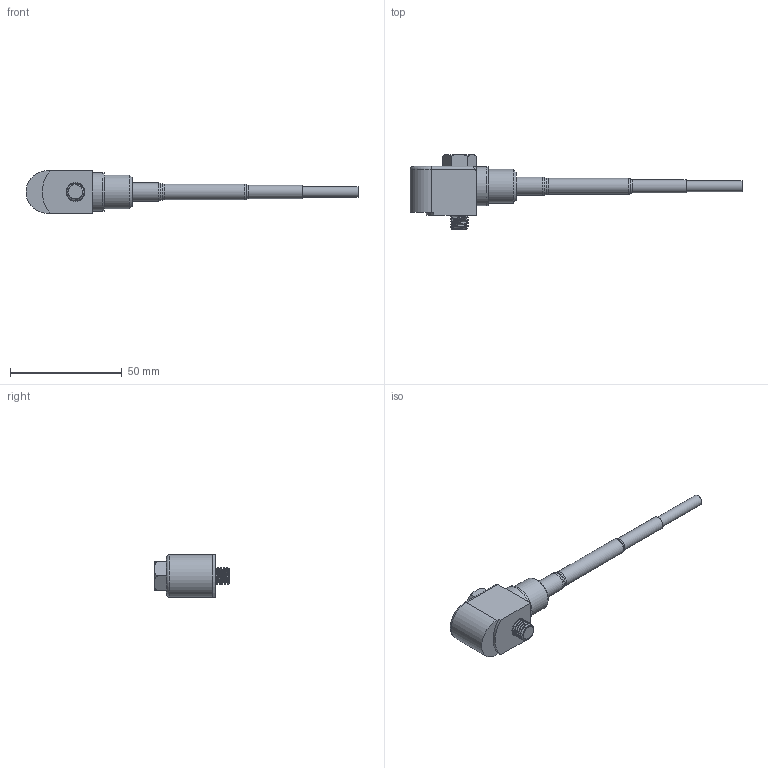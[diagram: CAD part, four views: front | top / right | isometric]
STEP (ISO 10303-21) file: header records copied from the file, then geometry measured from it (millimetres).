
FILE_DESCRIPTION(/* description */ (''),/* implementation_level */ '2;1');
FILE_NAME(/* name */ 'MASTER_MEDIUM_SIDE_EXIT_HEAT_SHRUNK.stp',/* time_stamp */ '2023-11-02T09:34:26-04:00',/* author */ ('cthayer'),/* organization */ ('CONNECTION TECHNOLOGY CENTER'),/* preprocessor_version */ 'ST-DEVELOPER v19',/* originating_system */ 'Autodesk Inventor 2023',/* authorisation */ '');
FILE_SCHEMA (('AUTOMOTIVE_DESIGN { 1 0 10303 214 3 1 1 }'));
Length unit declared in the file: inch
Products named in the file (1): AC198-6N
Bounding box: 148.88 x 33.5 x 19.05 mm (x, y, z)
Volume: 16619.9 mm3; surface area: 10565.8 mm2
Topology: 2 solids, 2 shells, 341 faces, 743 edges, 462 vertices
Faces by surface type: plane 137, cylinder 112, bspline 69, torus 12, cone 11
Full cylindrical faces by diameter (mm): 0.127 x19, 0.203 x38, 1.27 x3, 3.581 x1, 4.826 x1, 4.898 x1, 5.016 x1, 5.156 x1, 5.588 x3, 5.914 x1, 5.994 x2, 6.032 x1, 6.274 x1, 6.655 x1, 7.048 x1, 7.061 x1, 7.112 x1, 8 x7, 8.128 x1, 8.407 x1, 11.43 x1, 15.113 x1, 17.462 x1, 17.475 x1
Entity records: 14879 total; most frequent: CARTESIAN_POINT 7189, ORIENTED_EDGE 1444, DIRECTION 1409, EDGE_CURVE 722, AXIS2_PLACEMENT_3D 577, VERTEX_POINT 462, EDGE_LOOP 430, STYLED_ITEM 343
